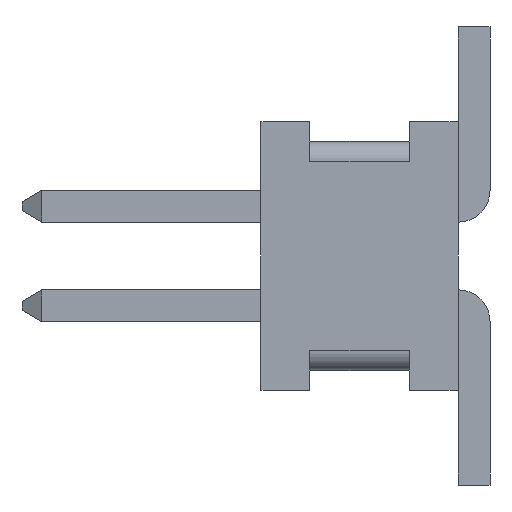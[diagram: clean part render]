
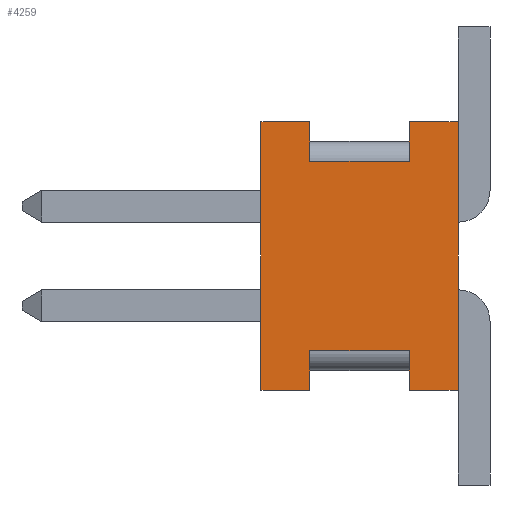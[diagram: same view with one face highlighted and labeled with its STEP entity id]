
A CAD part, left-side view. The second image highlights one B-rep face of the part: STEP entity #4259.
In plain terms, the highlighted planar face has unit normal (-1, 0, 0).
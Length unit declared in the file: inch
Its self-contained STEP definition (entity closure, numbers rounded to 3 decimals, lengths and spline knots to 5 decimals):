
#72 = FACE_OUTER_BOUND ( 'NONE', #5663, .T. ) ;
#90 = LINE ( 'NONE', #4074, #3787 ) ;
#104 = CARTESIAN_POINT ( 'NONE',  ( -0.075, 0.099, 0.0475 ) ) ;
#110 = VERTEX_POINT ( 'NONE', #6210 ) ;
#150 = CARTESIAN_POINT ( 'NONE',  ( -0.075, 0.0745, -0.0475 ) ) ;
#158 = EDGE_CURVE ( 'NONE', #1737, #1808, #2028, .T. ) ;
#172 = ORIENTED_EDGE ( 'NONE', *, *, #5983, .T. ) ;
#211 = LINE ( 'NONE', #1375, #3825 ) ;
#262 = DIRECTION ( 'NONE',  ( 0., 0., 1. ) ) ;
#266 = CARTESIAN_POINT ( 'NONE',  ( -0.075, 0., -0.0675 ) ) ;
#318 = ORIENTED_EDGE ( 'NONE', *, *, #5974, .T. ) ;
#412 = ORIENTED_EDGE ( 'NONE', *, *, #158, .F. ) ;
#416 = ORIENTED_EDGE ( 'NONE', *, *, #4237, .F. ) ;
#424 = VERTEX_POINT ( 'NONE', #4912 ) ;
#455 = ORIENTED_EDGE ( 'NONE', *, *, #2932, .T. ) ;
#481 = CARTESIAN_POINT ( 'NONE',  ( -0.075, 0.099, -0.0675 ) ) ;
#668 = CARTESIAN_POINT ( 'NONE',  ( -0.075, 0.099, 0.0675 ) ) ;
#726 = VECTOR ( 'NONE', #2800, 39.37008 ) ;
#876 = DIRECTION ( 'NONE',  ( 0., 0., 1. ) ) ;
#1037 = LINE ( 'NONE', #6261, #4886 ) ;
#1144 = CARTESIAN_POINT ( 'NONE',  ( -0.075, 0.0745, -0.0675 ) ) ;
#1158 = EDGE_CURVE ( 'NONE', #6030, #2727, #90, .T. ) ;
#1168 = AXIS2_PLACEMENT_3D ( 'NONE', #1742, #4434, #6029 ) ;
#1269 = ORIENTED_EDGE ( 'NONE', *, *, #1437, .T. ) ;
#1288 = CARTESIAN_POINT ( 'NONE',  ( -0.075, 0.0245, -0.0675 ) ) ;
#1375 = CARTESIAN_POINT ( 'NONE',  ( -0.075, 0.099, 0.0675 ) ) ;
#1437 = EDGE_CURVE ( 'NONE', #3199, #1808, #3184, .T. ) ;
#1673 = DIRECTION ( 'NONE',  ( 0., 1., 0. ) ) ;
#1737 = VERTEX_POINT ( 'NONE', #668 ) ;
#1742 = CARTESIAN_POINT ( 'NONE',  ( -0.075, 0.099, 0.0675 ) ) ;
#1808 = VERTEX_POINT ( 'NONE', #5962 ) ;
#1840 = VERTEX_POINT ( 'NONE', #2224 ) ;
#1854 = EDGE_CURVE ( 'NONE', #3873, #5915, #3858, .T. ) ;
#1942 = CARTESIAN_POINT ( 'NONE',  ( -0.075, 0.099, -0.0675 ) ) ;
#2028 = LINE ( 'NONE', #2514, #2458 ) ;
#2049 = VECTOR ( 'NONE', #1673, 39.37008 ) ;
#2224 = CARTESIAN_POINT ( 'NONE',  ( -0.075, 0.0245, 0.0475 ) ) ;
#2227 = DIRECTION ( 'NONE',  ( 0., -1., 0. ) ) ;
#2349 = CARTESIAN_POINT ( 'NONE',  ( -0.075, 0.0245, 0.0675 ) ) ;
#2458 = VECTOR ( 'NONE', #3061, 39.37008 ) ;
#2514 = CARTESIAN_POINT ( 'NONE',  ( -0.075, 0.099, 0.0675 ) ) ;
#2606 = DIRECTION ( 'NONE',  ( 0., -1., 0. ) ) ;
#2633 = LINE ( 'NONE', #104, #2049 ) ;
#2712 = EDGE_CURVE ( 'NONE', #2727, #424, #6084, .T. ) ;
#2727 = VERTEX_POINT ( 'NONE', #5586 ) ;
#2800 = DIRECTION ( 'NONE',  ( 0., 0., 1. ) ) ;
#2911 = VECTOR ( 'NONE', #876, 39.37008 ) ;
#2932 = EDGE_CURVE ( 'NONE', #4168, #6030, #1037, .T. ) ;
#3029 = DIRECTION ( 'NONE',  ( 0., -1., 0. ) ) ;
#3061 = DIRECTION ( 'NONE',  ( 0., -1., 0. ) ) ;
#3184 = LINE ( 'NONE', #4459, #6453 ) ;
#3199 = VERTEX_POINT ( 'NONE', #3373 ) ;
#3229 = VECTOR ( 'NONE', #6591, 39.37008 ) ;
#3260 = CARTESIAN_POINT ( 'NONE',  ( -0.075, 0., 0.0675 ) ) ;
#3373 = CARTESIAN_POINT ( 'NONE',  ( -0.075, 0.0745, 0.0475 ) ) ;
#3485 = DIRECTION ( 'NONE',  ( 0., -1., 0. ) ) ;
#3787 = VECTOR ( 'NONE', #3485, 39.37008 ) ;
#3825 = VECTOR ( 'NONE', #3029, 39.37008 ) ;
#3829 = CARTESIAN_POINT ( 'NONE',  ( -0.075, 0.099, 0.0675 ) ) ;
#3842 = ORIENTED_EDGE ( 'NONE', *, *, #2712, .T. ) ;
#3858 = LINE ( 'NONE', #4958, #2911 ) ;
#3863 = ORIENTED_EDGE ( 'NONE', *, *, #1158, .T. ) ;
#3873 = VERTEX_POINT ( 'NONE', #266 ) ;
#3883 = PLANE ( 'NONE',  #1168 ) ;
#3885 = DIRECTION ( 'NONE',  ( 0., 0., -1. ) ) ;
#4074 = CARTESIAN_POINT ( 'NONE',  ( -0.075, 0.099, -0.0475 ) ) ;
#4168 = VERTEX_POINT ( 'NONE', #1144 ) ;
#4202 = DIRECTION ( 'NONE',  ( 0., 0., 1. ) ) ;
#4237 = EDGE_CURVE ( 'NONE', #5000, #1737, #6690, .T. ) ;
#4259 = ADVANCED_FACE ( 'NONE', ( #72 ), #3883, .F. ) ;
#4434 = DIRECTION ( 'NONE',  ( 1., 0., 0. ) ) ;
#4459 = CARTESIAN_POINT ( 'NONE',  ( -0.075, 0.0745, 0.0675 ) ) ;
#4514 = ORIENTED_EDGE ( 'NONE', *, *, #4987, .F. ) ;
#4640 = LINE ( 'NONE', #481, #5151 ) ;
#4688 = VECTOR ( 'NONE', #2606, 39.37008 ) ;
#4728 = CARTESIAN_POINT ( 'NONE',  ( -0.075, 0.099, -0.0675 ) ) ;
#4886 = VECTOR ( 'NONE', #4202, 39.37008 ) ;
#4912 = CARTESIAN_POINT ( 'NONE',  ( -0.075, 0.0245, -0.0675 ) ) ;
#4958 = CARTESIAN_POINT ( 'NONE',  ( -0.075, 0., 0.0675 ) ) ;
#4987 = EDGE_CURVE ( 'NONE', #110, #5915, #211, .T. ) ;
#5000 = VERTEX_POINT ( 'NONE', #1942 ) ;
#5151 = VECTOR ( 'NONE', #2227, 39.37008 ) ;
#5254 = ORIENTED_EDGE ( 'NONE', *, *, #5830, .T. ) ;
#5347 = ORIENTED_EDGE ( 'NONE', *, *, #6927, .T. ) ;
#5484 = VECTOR ( 'NONE', #3885, 39.37008 ) ;
#5571 = LINE ( 'NONE', #2349, #5484 ) ;
#5586 = CARTESIAN_POINT ( 'NONE',  ( -0.075, 0.0245, -0.0475 ) ) ;
#5663 = EDGE_LOOP ( 'NONE', ( #318, #1269, #412, #416, #5347, #455, #3863, #3842, #5254, #6859, #4514, #172 ) ) ;
#5830 = EDGE_CURVE ( 'NONE', #424, #3873, #4640, .T. ) ;
#5915 = VERTEX_POINT ( 'NONE', #3260 ) ;
#5962 = CARTESIAN_POINT ( 'NONE',  ( -0.075, 0.0745, 0.0675 ) ) ;
#5974 = EDGE_CURVE ( 'NONE', #1840, #3199, #2633, .T. ) ;
#5983 = EDGE_CURVE ( 'NONE', #110, #1840, #5571, .T. ) ;
#6029 = DIRECTION ( 'NONE',  ( 0., 0., -1. ) ) ;
#6030 = VERTEX_POINT ( 'NONE', #150 ) ;
#6084 = LINE ( 'NONE', #1288, #3229 ) ;
#6130 = LINE ( 'NONE', #4728, #4688 ) ;
#6210 = CARTESIAN_POINT ( 'NONE',  ( -0.075, 0.0245, 0.0675 ) ) ;
#6261 = CARTESIAN_POINT ( 'NONE',  ( -0.075, 0.0745, -0.0675 ) ) ;
#6453 = VECTOR ( 'NONE', #262, 39.37008 ) ;
#6591 = DIRECTION ( 'NONE',  ( 0., 0., -1. ) ) ;
#6690 = LINE ( 'NONE', #3829, #726 ) ;
#6859 = ORIENTED_EDGE ( 'NONE', *, *, #1854, .T. ) ;
#6927 = EDGE_CURVE ( 'NONE', #5000, #4168, #6130, .T. ) ;
